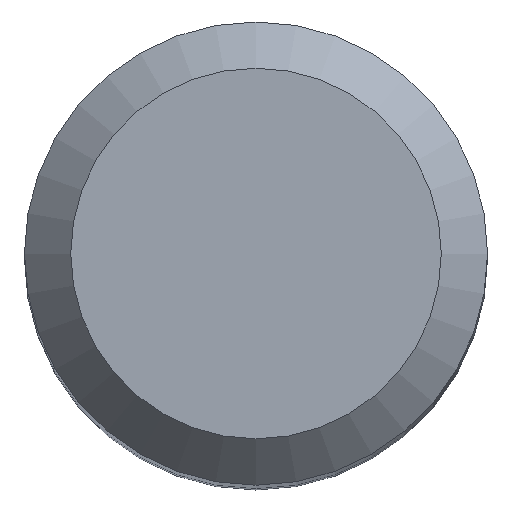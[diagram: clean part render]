
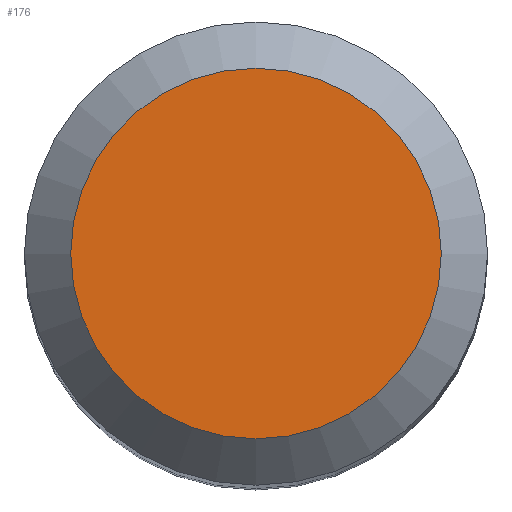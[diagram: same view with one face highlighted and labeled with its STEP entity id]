
A CAD part, top view. The second image highlights one B-rep face of the part: STEP entity #176.
In plain terms, the highlighted planar face has unit normal (0, 0, 1).
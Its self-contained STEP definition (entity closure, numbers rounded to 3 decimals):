
#4 = ORIENTED_EDGE ( 'NONE', *, *, #19, .T. ) ;
#19 = EDGE_CURVE ( 'NONE', #182, #182, #94, .T. ) ;
#33 = CARTESIAN_POINT ( 'NONE',  ( 0., -4.8, 74. ) ) ;
#68 = FACE_OUTER_BOUND ( 'NONE', #100, .T. ) ;
#72 = CARTESIAN_POINT ( 'NONE',  ( 0., 0., 74. ) ) ;
#74 = AXIS2_PLACEMENT_3D ( 'NONE', #103, #203, #194 ) ;
#94 = CIRCLE ( 'NONE', #213, 4.8 ) ;
#100 = EDGE_LOOP ( 'NONE', ( #4 ) ) ;
#103 = CARTESIAN_POINT ( 'NONE',  ( 0., 0., 74. ) ) ;
#123 = DIRECTION ( 'NONE',  ( 0., 0., 1. ) ) ;
#128 = PLANE ( 'NONE',  #74 ) ;
#160 = DIRECTION ( 'NONE',  ( 0., -1., 0. ) ) ;
#176 = ADVANCED_FACE ( 'NONE', ( #68 ), #128, .F. ) ;
#182 = VERTEX_POINT ( 'NONE', #33 ) ;
#194 = DIRECTION ( 'NONE',  ( 0., 1., 0. ) ) ;
#203 = DIRECTION ( 'NONE',  ( 0., 0., -1. ) ) ;
#213 = AXIS2_PLACEMENT_3D ( 'NONE', #72, #123, #160 ) ;
